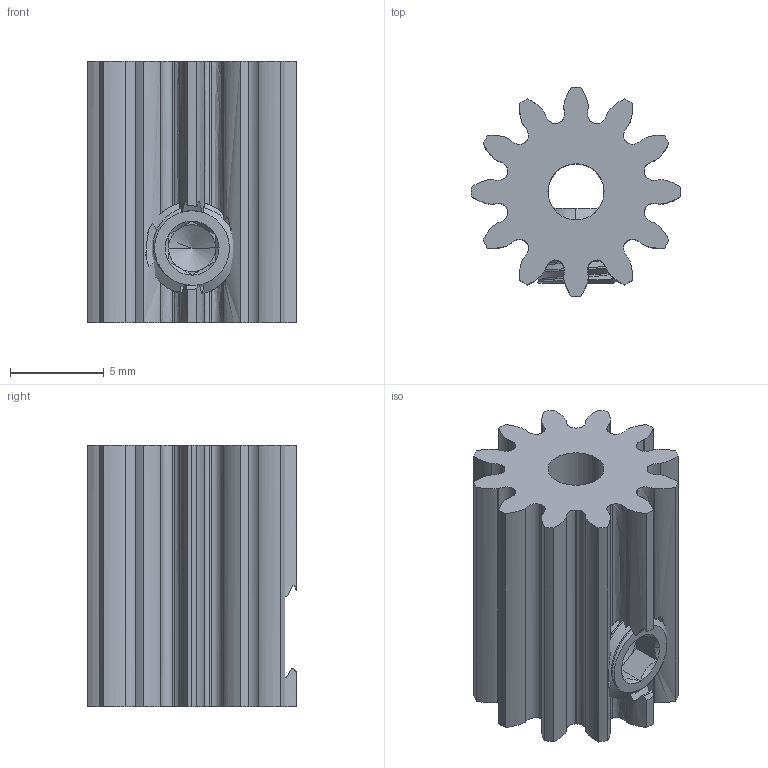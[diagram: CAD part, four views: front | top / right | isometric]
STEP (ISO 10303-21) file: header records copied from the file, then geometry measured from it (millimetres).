
FILE_DESCRIPTION (( 'STEP AP203' ), '1' );
FILE_NAME ('2303-0003-0012 assembly.STEP', '2021-05-03T15:27:49', ( '' ), ( '' ), 'SwSTEP 2.0', 'SolidWorks 2016', '' );
FILE_SCHEMA (( 'CONFIG_CONTROL_DESIGN' ));
Length unit declared in the file: millimetre
Products named in the file (3): 2303-0003-0012_Gear Blank; 2806-0005-0004_91390A117; 2303-0003-0012 assembly
Assembly tree (2 placements, depth 2):
  2303-0003-0012 assembly
    2303-0003-0012_Gear Blank
    2806-0005-0004_91390A117
Bounding box: 11.2 x 11.2 x 14 mm (x, y, z)
Volume: 874.9 mm3; surface area: 1248.8 mm2
Topology: 2 solids, 2 shells, 219 faces, 627 edges, 407 vertices
Faces by surface type: bspline 79, cylinder 77, plane 47, cone 16
Entity records: 18170 total; most frequent: CARTESIAN_POINT 13103, ORIENTED_EDGE 1246, DIRECTION 664, EDGE_CURVE 623, VERTEX_POINT 407, B_SPLINE_CURVE_WITH_KNOTS 238, AXIS2_PLACEMENT_3D 224, EDGE_LOOP 222
